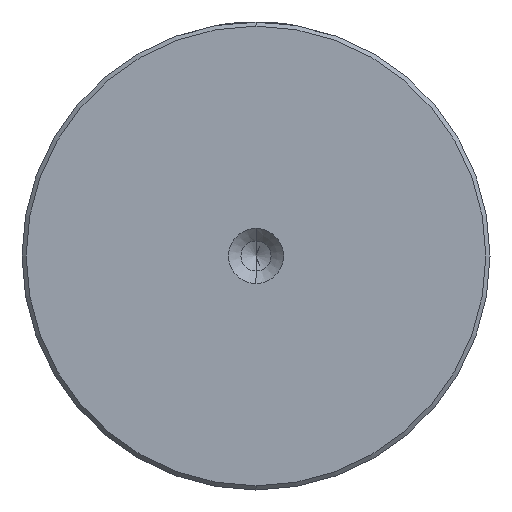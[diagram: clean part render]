
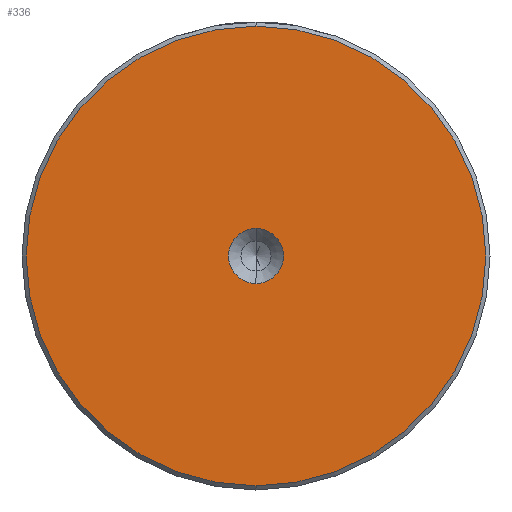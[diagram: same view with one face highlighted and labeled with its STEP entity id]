
A CAD part, left-side view. The second image highlights one B-rep face of the part: STEP entity #336.
In plain terms, the highlighted planar face has unit normal (-1, 0, 0).
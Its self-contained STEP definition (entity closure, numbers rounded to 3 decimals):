
#176 = AXIS2_PLACEMENT_3D ( 'NONE', #771, #568, #385 ) ;
#242 = AXIS2_PLACEMENT_3D ( 'NONE', #1080, #2408, #1273 ) ;
#277 = AXIS2_PLACEMENT_3D ( 'NONE', #1030, #761, #750 ) ;
#336 = ADVANCED_FACE ( 'NONE', ( #808, #2326 ), #814, .T. ) ;
#345 = EDGE_LOOP ( 'NONE', ( #1741, #1883 ) ) ;
#385 = DIRECTION ( 'NONE',  ( 0., 0., 1. ) ) ;
#445 = CIRCLE ( 'NONE', #2084, 27.5 ) ;
#514 = CARTESIAN_POINT ( 'NONE',  ( 0., 0., 0. ) ) ;
#568 = DIRECTION ( 'NONE',  ( -1., 0., 0. ) ) ;
#697 = DIRECTION ( 'NONE',  ( 0., 0., 1. ) ) ;
#750 = DIRECTION ( 'NONE',  ( 0., 0., 1. ) ) ;
#761 = DIRECTION ( 'NONE',  ( -1., 0., 0. ) ) ;
#771 = CARTESIAN_POINT ( 'NONE',  ( 0., 0., 0. ) ) ;
#774 = AXIS2_PLACEMENT_3D ( 'NONE', #2081, #952, #2277 ) ;
#808 = FACE_OUTER_BOUND ( 'NONE', #1685, .T. ) ;
#814 = PLANE ( 'NONE',  #277 ) ;
#818 = VERTEX_POINT ( 'NONE', #1873 ) ;
#885 = EDGE_CURVE ( 'NONE', #818, #2148, #1402, .T. ) ;
#918 = CARTESIAN_POINT ( 'NONE',  ( 0., 0., -3.3 ) ) ;
#936 = CIRCLE ( 'NONE', #774, 3.3 ) ;
#952 = DIRECTION ( 'NONE',  ( -1., 0., 0. ) ) ;
#965 = ORIENTED_EDGE ( 'NONE', *, *, #885, .T. ) ;
#980 = CARTESIAN_POINT ( 'NONE',  ( 0., 0., 3.3 ) ) ;
#1030 = CARTESIAN_POINT ( 'NONE',  ( 0., 0., 0. ) ) ;
#1080 = CARTESIAN_POINT ( 'NONE',  ( 0., 0., 0. ) ) ;
#1163 = VERTEX_POINT ( 'NONE', #918 ) ;
#1273 = DIRECTION ( 'NONE',  ( 0., 0., 1. ) ) ;
#1279 = CIRCLE ( 'NONE', #242, 3.3 ) ;
#1302 = CARTESIAN_POINT ( 'NONE',  ( 0., 0., 27.5 ) ) ;
#1383 = VERTEX_POINT ( 'NONE', #980 ) ;
#1402 = CIRCLE ( 'NONE', #176, 27.5 ) ;
#1670 = EDGE_CURVE ( 'NONE', #1383, #1163, #936, .T. ) ;
#1685 = EDGE_LOOP ( 'NONE', ( #965, #2208 ) ) ;
#1741 = ORIENTED_EDGE ( 'NONE', *, *, #1670, .F. ) ;
#1850 = DIRECTION ( 'NONE',  ( -1., 0., 0. ) ) ;
#1873 = CARTESIAN_POINT ( 'NONE',  ( 0., 0., -27.5 ) ) ;
#1883 = ORIENTED_EDGE ( 'NONE', *, *, #2045, .F. ) ;
#1926 = EDGE_CURVE ( 'NONE', #2148, #818, #445, .T. ) ;
#2045 = EDGE_CURVE ( 'NONE', #1163, #1383, #1279, .T. ) ;
#2081 = CARTESIAN_POINT ( 'NONE',  ( 0., 0., 0. ) ) ;
#2084 = AXIS2_PLACEMENT_3D ( 'NONE', #514, #1850, #697 ) ;
#2148 = VERTEX_POINT ( 'NONE', #1302 ) ;
#2208 = ORIENTED_EDGE ( 'NONE', *, *, #1926, .T. ) ;
#2277 = DIRECTION ( 'NONE',  ( 0., 0., 1. ) ) ;
#2326 = FACE_BOUND ( 'NONE', #345, .T. ) ;
#2408 = DIRECTION ( 'NONE',  ( -1., 0., 0. ) ) ;
